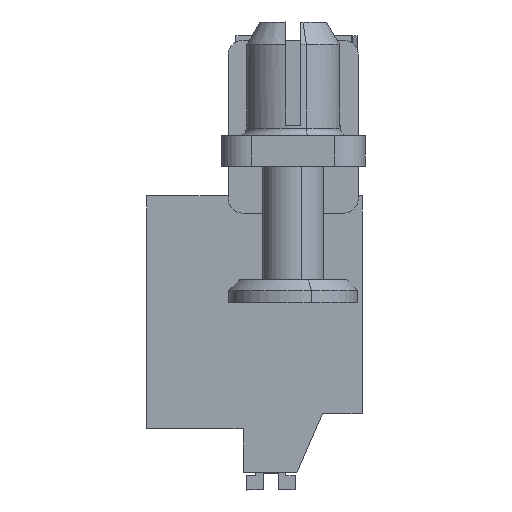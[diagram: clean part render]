
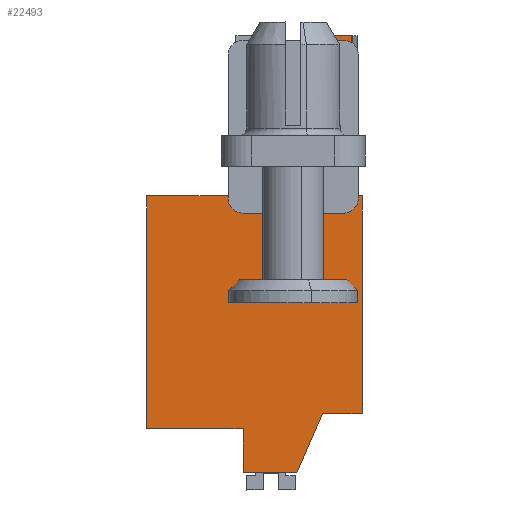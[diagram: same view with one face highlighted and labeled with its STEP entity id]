
A CAD part, left-side view. The second image highlights one B-rep face of the part: STEP entity #22493.
In plain terms, the highlighted planar face has unit normal (-1, 0, 0).
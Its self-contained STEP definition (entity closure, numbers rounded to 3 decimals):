
#22437=AXIS2_PLACEMENT_3D('Plane Axis2P3D',#22434,#22435,#22436) ;
#372=CARTESIAN_POINT('Vertex',(12.107,7.9,1.143)) ;
#375=CARTESIAN_POINT('Line Origine',(12.107,7.9,2.593)) ;
#379=CARTESIAN_POINT('Vertex',(12.107,7.9,4.043)) ;
#521=CARTESIAN_POINT('Vertex',(12.107,0.05,5.043)) ;
#524=CARTESIAN_POINT('Line Origine',(12.107,1.35,5.043)) ;
#528=CARTESIAN_POINT('Vertex',(12.107,2.65,5.043)) ;
#1522=CARTESIAN_POINT('Line Origine',(12.107,11.075,4.043)) ;
#1526=CARTESIAN_POINT('Vertex',(12.107,14.25,4.043)) ;
#2679=CARTESIAN_POINT('Vertex',(12.107,0.05,19.383)) ;
#2682=CARTESIAN_POINT('Line Origine',(12.107,0.05,12.213)) ;
#3560=CARTESIAN_POINT('Line Origine',(12.107,14.25,11.713)) ;
#3564=CARTESIAN_POINT('Vertex',(12.107,14.25,19.383)) ;
#4581=CARTESIAN_POINT('Line Origine',(12.107,11.134,19.383)) ;
#4585=CARTESIAN_POINT('Vertex',(12.107,8.018,19.383)) ;
#4605=CARTESIAN_POINT('Line Origine',(12.108,8.018,19.96)) ;
#4609=CARTESIAN_POINT('Vertex',(12.108,8.018,20.538)) ;
#5264=CARTESIAN_POINT('Vertex',(12.108,1.898,29.933)) ;
#5267=CARTESIAN_POINT('Line Origine',(12.108,1.335,29.933)) ;
#5271=CARTESIAN_POINT('Vertex',(12.108,0.773,29.933)) ;
#5913=CARTESIAN_POINT('Vertex',(12.107,0.773,19.383)) ;
#5916=CARTESIAN_POINT('Line Origine',(12.107,0.411,19.383)) ;
#22408=CARTESIAN_POINT('Line Origine',(12.107,3.5,3.093)) ;
#22412=CARTESIAN_POINT('Vertex',(12.108,4.35,1.143)) ;
#22434=CARTESIAN_POINT('Axis2P3D Location',(12.108,6.85,19.383)) ;
#22439=CARTESIAN_POINT('Line Origine',(12.108,0.773,24.658)) ;
#22444=CARTESIAN_POINT('Line Origine',(12.108,1.898,28.63)) ;
#22448=CARTESIAN_POINT('Vertex',(12.108,1.898,27.328)) ;
#22451=CARTESIAN_POINT('Line Origine',(12.108,1.473,27.328)) ;
#22455=CARTESIAN_POINT('Vertex',(12.108,1.048,27.328)) ;
#22458=CARTESIAN_POINT('Line Origine',(12.108,1.048,23.933)) ;
#22462=CARTESIAN_POINT('Vertex',(12.108,1.048,20.538)) ;
#22465=CARTESIAN_POINT('Line Origine',(12.108,4.533,20.538)) ;
#22470=CARTESIAN_POINT('Line Origine',(12.108,6.125,1.143)) ;
#376=DIRECTION('Vector Direction',(0.,0.,-1.)) ;
#525=DIRECTION('Vector Direction',(0.,-1.,0.)) ;
#1523=DIRECTION('Vector Direction',(0.,-1.,0.)) ;
#2683=DIRECTION('Vector Direction',(0.,0.,1.)) ;
#3561=DIRECTION('Vector Direction',(0.,0.,-1.)) ;
#4582=DIRECTION('Vector Direction',(0.,1.,0.)) ;
#4606=DIRECTION('Vector Direction',(0.,0.,-1.)) ;
#5268=DIRECTION('Vector Direction',(0.,1.,0.)) ;
#5917=DIRECTION('Vector Direction',(0.,1.,0.)) ;
#22409=DIRECTION('Vector Direction',(0.,-0.4,0.917)) ;
#22435=DIRECTION('Axis2P3D Direction',(-1.,0.,0.)) ;
#22436=DIRECTION('Axis2P3D XDirection',(0.,1.,0.)) ;
#22440=DIRECTION('Vector Direction',(0.,0.,-1.)) ;
#22445=DIRECTION('Vector Direction',(0.,0.,1.)) ;
#22452=DIRECTION('Vector Direction',(0.,-1.,0.)) ;
#22459=DIRECTION('Vector Direction',(0.,0.,1.)) ;
#22466=DIRECTION('Vector Direction',(0.,1.,0.)) ;
#22471=DIRECTION('Vector Direction',(0.,-1.,0.)) ;
#377=VECTOR('Line Direction',#376,1.) ;
#526=VECTOR('Line Direction',#525,1.) ;
#1524=VECTOR('Line Direction',#1523,1.) ;
#2684=VECTOR('Line Direction',#2683,1.) ;
#3562=VECTOR('Line Direction',#3561,1.) ;
#4583=VECTOR('Line Direction',#4582,1.) ;
#4607=VECTOR('Line Direction',#4606,1.) ;
#5269=VECTOR('Line Direction',#5268,1.) ;
#5918=VECTOR('Line Direction',#5917,1.) ;
#22410=VECTOR('Line Direction',#22409,1.) ;
#22441=VECTOR('Line Direction',#22440,1.) ;
#22446=VECTOR('Line Direction',#22445,1.) ;
#22453=VECTOR('Line Direction',#22452,1.) ;
#22460=VECTOR('Line Direction',#22459,1.) ;
#22467=VECTOR('Line Direction',#22466,1.) ;
#22472=VECTOR('Line Direction',#22471,1.) ;
#22476=ORIENTED_EDGE('',*,*,#5920,.T.) ;
#22477=ORIENTED_EDGE('',*,*,#22443,.F.) ;
#22478=ORIENTED_EDGE('',*,*,#5273,.T.) ;
#22479=ORIENTED_EDGE('',*,*,#22450,.T.) ;
#22480=ORIENTED_EDGE('',*,*,#22457,.T.) ;
#22481=ORIENTED_EDGE('',*,*,#22464,.T.) ;
#22482=ORIENTED_EDGE('',*,*,#22469,.T.) ;
#22483=ORIENTED_EDGE('',*,*,#4611,.F.) ;
#22484=ORIENTED_EDGE('',*,*,#4587,.T.) ;
#22485=ORIENTED_EDGE('',*,*,#3566,.T.) ;
#22486=ORIENTED_EDGE('',*,*,#1528,.T.) ;
#22487=ORIENTED_EDGE('',*,*,#381,.T.) ;
#22488=ORIENTED_EDGE('',*,*,#22474,.T.) ;
#22489=ORIENTED_EDGE('',*,*,#22414,.T.) ;
#22490=ORIENTED_EDGE('',*,*,#530,.T.) ;
#22491=ORIENTED_EDGE('',*,*,#2686,.T.) ;
#22493=ADVANCED_FACE('HOUSING',(#22492),#22438,.T.) ;
#381=EDGE_CURVE('',#380,#373,#378,.T.) ;
#530=EDGE_CURVE('',#529,#522,#527,.T.) ;
#1528=EDGE_CURVE('',#1527,#380,#1525,.T.) ;
#2686=EDGE_CURVE('',#522,#2680,#2685,.T.) ;
#3566=EDGE_CURVE('',#3565,#1527,#3563,.T.) ;
#4587=EDGE_CURVE('',#4586,#3565,#4584,.T.) ;
#4611=EDGE_CURVE('',#4586,#4610,#4608,.F.) ;
#5273=EDGE_CURVE('',#5272,#5265,#5270,.T.) ;
#5920=EDGE_CURVE('',#2680,#5914,#5919,.T.) ;
#22414=EDGE_CURVE('',#22413,#529,#22411,.T.) ;
#22443=EDGE_CURVE('',#5272,#5914,#22442,.T.) ;
#22450=EDGE_CURVE('',#5265,#22449,#22447,.F.) ;
#22457=EDGE_CURVE('',#22449,#22456,#22454,.T.) ;
#22464=EDGE_CURVE('',#22456,#22463,#22461,.F.) ;
#22469=EDGE_CURVE('',#22463,#4610,#22468,.T.) ;
#22474=EDGE_CURVE('',#373,#22413,#22473,.T.) ;
#22475=EDGE_LOOP('',(#22476,#22477,#22478,#22479,#22480,#22481,#22482,#22483,#22484,#22485,#22486,#22487,#22488,#22489,#22490,#22491)) ;
#22492=FACE_OUTER_BOUND('',#22475,.T.) ;
#378=LINE('Line',#375,#377) ;
#527=LINE('Line',#524,#526) ;
#1525=LINE('Line',#1522,#1524) ;
#2685=LINE('Line',#2682,#2684) ;
#3563=LINE('Line',#3560,#3562) ;
#4584=LINE('Line',#4581,#4583) ;
#4608=LINE('Line',#4605,#4607) ;
#5270=LINE('Line',#5267,#5269) ;
#5919=LINE('Line',#5916,#5918) ;
#22411=LINE('Line',#22408,#22410) ;
#22442=LINE('Line',#22439,#22441) ;
#22447=LINE('Line',#22444,#22446) ;
#22454=LINE('Line',#22451,#22453) ;
#22461=LINE('Line',#22458,#22460) ;
#22468=LINE('Line',#22465,#22467) ;
#22473=LINE('Line',#22470,#22472) ;
#22438=PLANE('',#22437) ;
#373=VERTEX_POINT('',#372) ;
#380=VERTEX_POINT('',#379) ;
#522=VERTEX_POINT('',#521) ;
#529=VERTEX_POINT('',#528) ;
#1527=VERTEX_POINT('',#1526) ;
#2680=VERTEX_POINT('',#2679) ;
#3565=VERTEX_POINT('',#3564) ;
#4586=VERTEX_POINT('',#4585) ;
#4610=VERTEX_POINT('',#4609) ;
#5265=VERTEX_POINT('',#5264) ;
#5272=VERTEX_POINT('',#5271) ;
#5914=VERTEX_POINT('',#5913) ;
#22413=VERTEX_POINT('',#22412) ;
#22449=VERTEX_POINT('',#22448) ;
#22456=VERTEX_POINT('',#22455) ;
#22463=VERTEX_POINT('',#22462) ;
